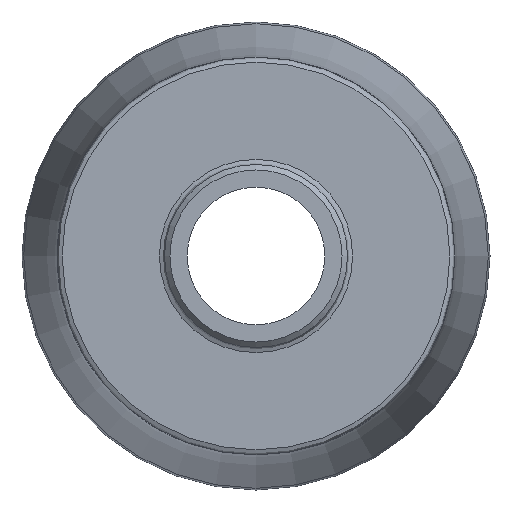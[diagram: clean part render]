
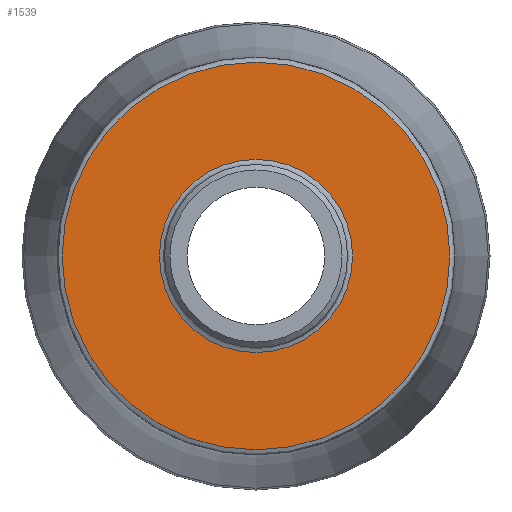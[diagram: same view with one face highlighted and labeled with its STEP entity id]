
A CAD part, left-side view. The second image highlights one B-rep face of the part: STEP entity #1539.
In plain terms, the highlighted planar face has unit normal (-1, 0, 0).
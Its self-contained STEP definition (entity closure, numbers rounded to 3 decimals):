
#254=PLANE('',#1692);
#346=FACE_BOUND('',#496,.T.);
#386=FACE_OUTER_BOUND('',#495,.T.);
#495=EDGE_LOOP('',(#1167));
#496=EDGE_LOOP('',(#1168));
#627=CIRCLE('',#1691,17.55);
#628=CIRCLE('',#1693,35.2);
#730=VERTEX_POINT('',#2713);
#731=VERTEX_POINT('',#2716);
#897=EDGE_CURVE('',#730,#730,#627,.T.);
#898=EDGE_CURVE('',#731,#731,#628,.T.);
#1167=ORIENTED_EDGE('',*,*,#898,.F.);
#1168=ORIENTED_EDGE('',*,*,#897,.F.);
#1539=ADVANCED_FACE('',(#386,#346),#254,.T.);
#1691=AXIS2_PLACEMENT_3D('',#2714,#1975,#1976);
#1692=AXIS2_PLACEMENT_3D('',#2715,#1977,#1978);
#1693=AXIS2_PLACEMENT_3D('',#2717,#1979,#1980);
#1975=DIRECTION('center_axis',(-1.,0.,0.));
#1976=DIRECTION('ref_axis',(0.,-1.,0.));
#1977=DIRECTION('center_axis',(-1.,0.,0.));
#1978=DIRECTION('ref_axis',(0.,0.,1.));
#1979=DIRECTION('center_axis',(1.,0.,0.));
#1980=DIRECTION('ref_axis',(0.,-1.,0.));
#2713=CARTESIAN_POINT('',(19.,17.55,0.));
#2714=CARTESIAN_POINT('Origin',(19.,0.,0.));
#2715=CARTESIAN_POINT('Origin',(19.,36.125,0.));
#2716=CARTESIAN_POINT('',(19.,35.2,0.));
#2717=CARTESIAN_POINT('Origin',(19.,0.,0.));
